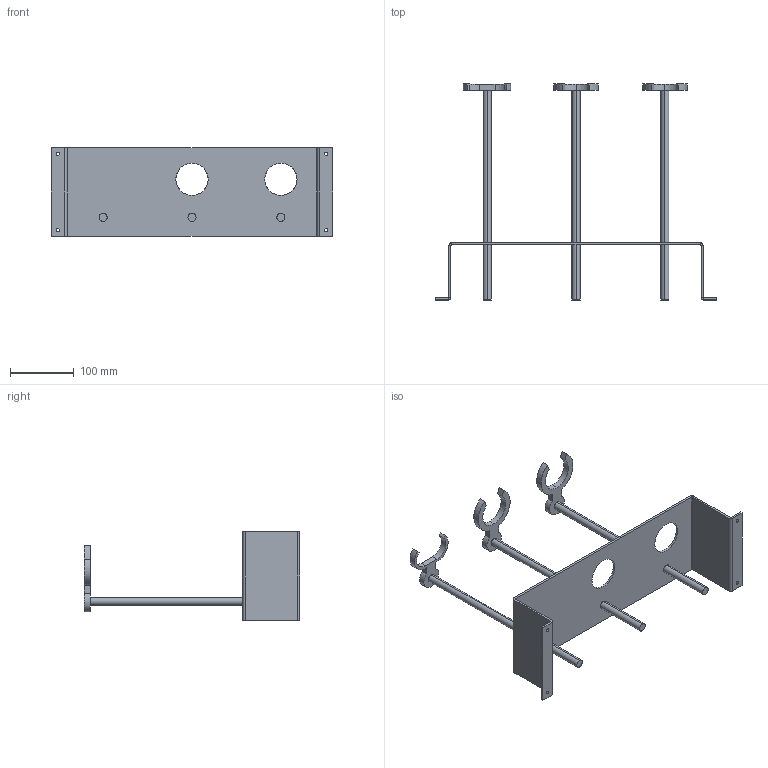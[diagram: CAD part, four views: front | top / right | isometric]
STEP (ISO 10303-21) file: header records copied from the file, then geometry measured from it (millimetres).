
FILE_DESCRIPTION (( 'STEP AP203' ), '1' );
FILE_NAME ('Soporte de herramientas.STEP', '2023-03-02T02:55:26', ( '' ), ( '' ), 'SwSTEP 2.0', 'SolidWorks 2022', '' );
FILE_SCHEMA (( 'CONFIG_CONTROL_DESIGN' ));
Length unit declared in the file: millimetre
Products named in the file (5): Flecha; BaseGrasa; Chapa base; Base dremel; Soporte de herramientas
Assembly tree (7 placements, depth 2):
  Soporte de herramientas
    Chapa base
    Base dremel  x2
    Flecha  x3
    BaseGrasa
Bounding box: 443.64 x 340 x 140 mm (x, y, z)
Volume: 451367.7 mm3; surface area: 236066 mm2
Topology: 7 solids, 7 shells, 113 faces, 265 edges, 166 vertices
Faces by surface type: plane 57, cylinder 56
Entity records: 3286 total; most frequent: DIRECTION 507, CARTESIAN_POINT 452, ORIENTED_EDGE 434, EDGE_CURVE 217, AXIS2_PLACEMENT_3D 189, VERTEX_POINT 134, LINE 129, VECTOR 129
